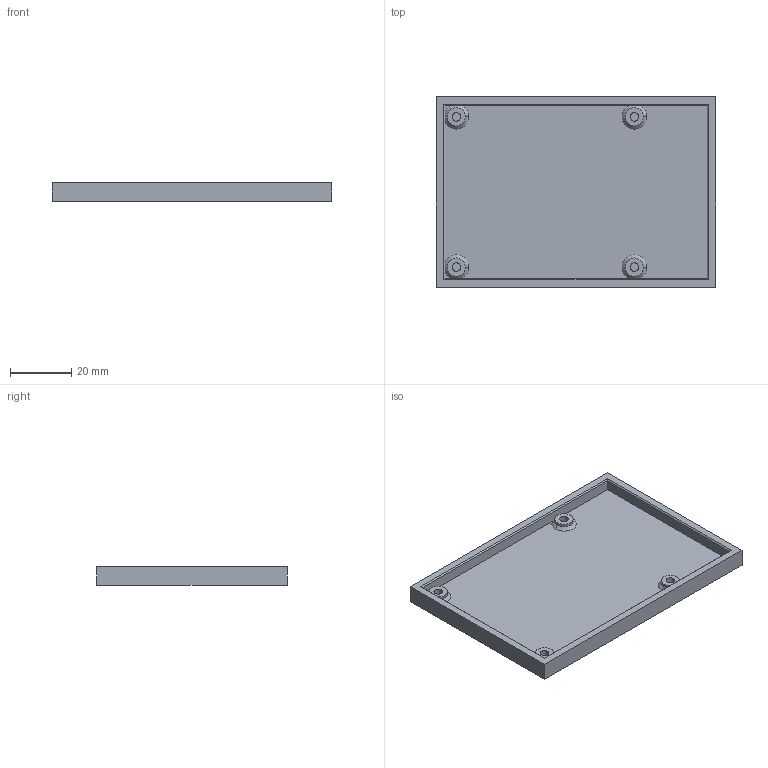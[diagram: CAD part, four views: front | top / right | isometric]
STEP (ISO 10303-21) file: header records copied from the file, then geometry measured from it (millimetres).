
FILE_DESCRIPTION (( 'STEP AP214' ), '1' );
FILE_NAME ('菁啣.STEP', '2024-12-03T13:10:22', ( '' ), ( '' ), 'SwSTEP 2.0', 'SolidWorks 2024', '' );
FILE_SCHEMA (( 'AUTOMOTIVE_DESIGN' ));
Length unit declared in the file: millimetre
Products named in the file (1): 底板
Bounding box: 91 x 62 x 6 mm (x, y, z)
Volume: 14781.4 mm3; surface area: 14365.3 mm2
Topology: 1 solids, 1 shells, 49 faces, 114 edges, 72 vertices
Faces by surface type: plane 25, cylinder 16, cone 8
Entity records: 1435 total; most frequent: CARTESIAN_POINT 268, DIRECTION 250, ORIENTED_EDGE 228, EDGE_CURVE 114, AXIS2_PLACEMENT_3D 94, VERTEX_POINT 72, VECTOR 62, LINE 62
